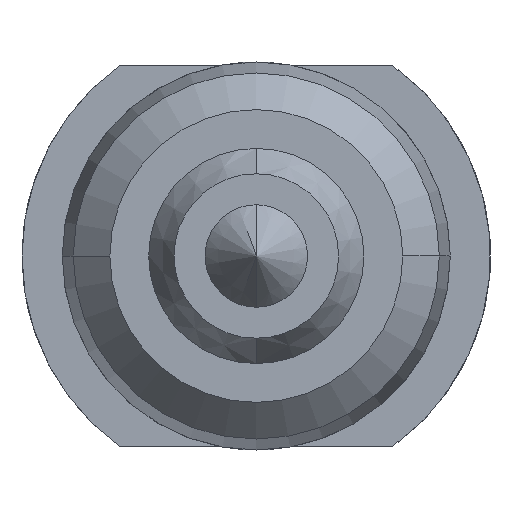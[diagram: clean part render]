
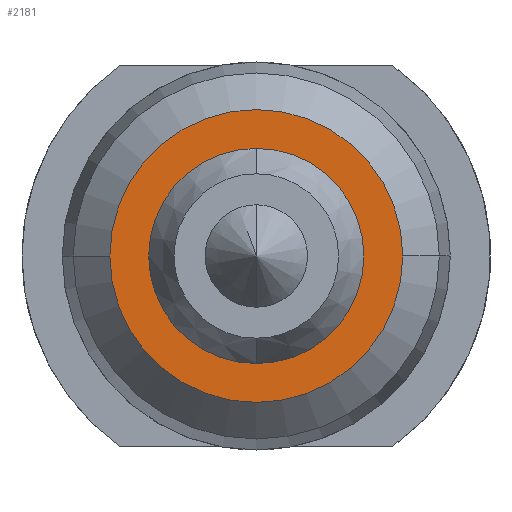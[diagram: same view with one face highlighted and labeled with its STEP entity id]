
A CAD part, front view. The second image highlights one B-rep face of the part: STEP entity #2181.
In plain terms, the highlighted planar face has unit normal (0, -1, 0).
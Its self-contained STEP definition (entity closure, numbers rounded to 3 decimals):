
#32 = CARTESIAN_POINT ( 'NONE',  ( -1., 0., 0. ) ) ;
#116 = CARTESIAN_POINT ( 'NONE',  ( 0., 0., -0.735 ) ) ;
#141 = CARTESIAN_POINT ( 'NONE',  ( 0., 0., 0. ) ) ;
#205 = DIRECTION ( 'NONE',  ( 1., 0., 0. ) ) ;
#251 = DIRECTION ( 'NONE',  ( 0., -1., 0. ) ) ;
#457 = EDGE_CURVE ( 'Defeature ausgef�hrt2_14+Defeature ausgef�hrt2_46+Defeature ausgef�hrt2_46+Defeature ausgef�hrt2_46', #1107, #2832, #3358, .T. ) ;
#477 = AXIS2_PLACEMENT_3D ( 'NONE', #2317, #5111, #2726 ) ;
#587 = CARTESIAN_POINT ( 'NONE',  ( 0., 0., 0. ) ) ;
#778 = VERTEX_POINT ( 'NONE', #4232 ) ;
#874 = PLANE ( 'NONE',  #3996 ) ;
#939 = FACE_BOUND ( 'NONE', #1987, .T. ) ;
#1040 = ORIENTED_EDGE ( 'NONE', *, *, #4112, .T. ) ;
#1107 = VERTEX_POINT ( 'NONE', #116 ) ;
#1507 = EDGE_CURVE ( 'Defeature ausgef�hrt2_14+Defeature ausgef�hrt2_5+Defeature ausgef�hrt2_5+Defeature ausgef�hrt2_5', #778, #3454, #3985, .T. ) ;
#1800 = ORIENTED_EDGE ( 'NONE', *, *, #1507, .T. ) ;
#1829 = EDGE_CURVE ( 'Defeature ausgef�hrt2_14+Defeature ausgef�hrt2_5+Defeature ausgef�hrt2_5+Defeature ausgef�hrt2_5', #3454, #778, #4490, .T. ) ;
#1987 = EDGE_LOOP ( 'NONE', ( #1040, #2993 ) ) ;
#2181 = ADVANCED_FACE ( 'Defeature ausgef�hrt2_14', ( #939, #3857 ), #874, .T. ) ;
#2216 = CIRCLE ( 'NONE', #2386, 0.735 ) ;
#2317 = CARTESIAN_POINT ( 'NONE',  ( 0., 0., 0. ) ) ;
#2386 = AXIS2_PLACEMENT_3D ( 'NONE', #4066, #4160, #2984 ) ;
#2570 = AXIS2_PLACEMENT_3D ( 'NONE', #587, #2598, #205 ) ;
#2598 = DIRECTION ( 'NONE',  ( 0., 1., 0. ) ) ;
#2634 = CARTESIAN_POINT ( 'NONE',  ( 0., 0., 0. ) ) ;
#2726 = DIRECTION ( 'NONE',  ( -1., 0., 0. ) ) ;
#2832 = VERTEX_POINT ( 'NONE', #4613 ) ;
#2979 = ORIENTED_EDGE ( 'NONE', *, *, #1829, .T. ) ;
#2984 = DIRECTION ( 'NONE',  ( 1., 0., 0. ) ) ;
#2993 = ORIENTED_EDGE ( 'NONE', *, *, #457, .T. ) ;
#3255 = DIRECTION ( 'NONE',  ( -1., 0., 0. ) ) ;
#3358 = CIRCLE ( 'NONE', #2570, 0.735 ) ;
#3454 = VERTEX_POINT ( 'NONE', #32 ) ;
#3700 = DIRECTION ( 'NONE',  ( 0., -1., 0. ) ) ;
#3857 = FACE_OUTER_BOUND ( 'NONE', #4844, .T. ) ;
#3985 = CIRCLE ( 'NONE', #477, 1. ) ;
#3996 = AXIS2_PLACEMENT_3D ( 'NONE', #141, #3700, #3255 ) ;
#4066 = CARTESIAN_POINT ( 'NONE',  ( 0., 0., 0. ) ) ;
#4112 = EDGE_CURVE ( 'Defeature ausgef�hrt2_14+Defeature ausgef�hrt2_46+Defeature ausgef�hrt2_46+Defeature ausgef�hrt2_46', #2832, #1107, #2216, .T. ) ;
#4160 = DIRECTION ( 'NONE',  ( 0., 1., 0. ) ) ;
#4232 = CARTESIAN_POINT ( 'NONE',  ( 1., 0., 0. ) ) ;
#4490 = CIRCLE ( 'NONE', #4812, 1. ) ;
#4581 = DIRECTION ( 'NONE',  ( -1., 0., 0. ) ) ;
#4613 = CARTESIAN_POINT ( 'NONE',  ( 0., 0., 0.735 ) ) ;
#4812 = AXIS2_PLACEMENT_3D ( 'NONE', #2634, #251, #4581 ) ;
#4844 = EDGE_LOOP ( 'NONE', ( #1800, #2979 ) ) ;
#5111 = DIRECTION ( 'NONE',  ( 0., -1., 0. ) ) ;
